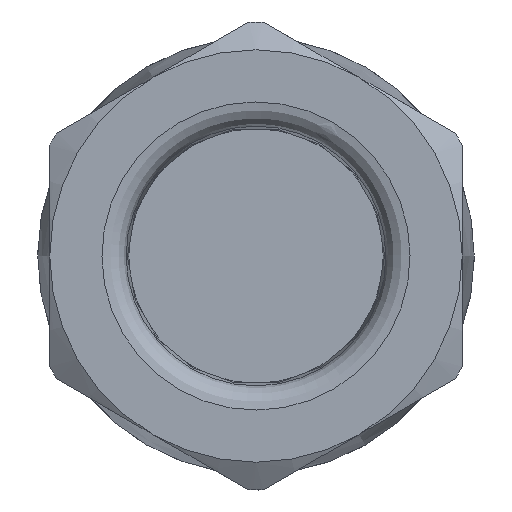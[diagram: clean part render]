
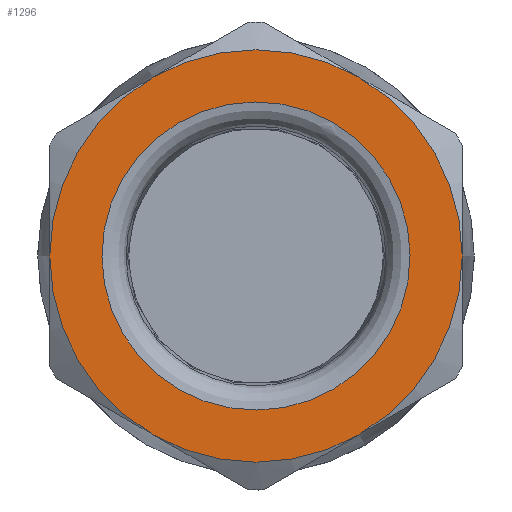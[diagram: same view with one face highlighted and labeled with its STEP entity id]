
A CAD part, left-side view. The second image highlights one B-rep face of the part: STEP entity #1296.
In plain terms, the highlighted planar face has unit normal (-1, 0, 0).
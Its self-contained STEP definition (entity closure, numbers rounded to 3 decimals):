
#897=B_SPLINE_CURVE_WITH_KNOTS('',3,(#5189,#5190,#5191,#5192),
 .UNSPECIFIED.,.F.,.F.,(4,4),(0.,1.),.UNSPECIFIED.);
#902=B_SPLINE_CURVE_WITH_KNOTS('',3,(#5254,#5255,#5256,#5257),
 .UNSPECIFIED.,.F.,.F.,(4,4),(0.,1.),.UNSPECIFIED.);
#907=B_SPLINE_CURVE_WITH_KNOTS('',3,(#5295,#5296,#5297,#5298),
 .UNSPECIFIED.,.F.,.F.,(4,4),(0.,1.),.UNSPECIFIED.);
#913=B_SPLINE_CURVE_WITH_KNOTS('',3,(#5365,#5366,#5367,#5368),
 .UNSPECIFIED.,.F.,.F.,(4,4),(0.,1.),.UNSPECIFIED.);
#915=B_SPLINE_CURVE_WITH_KNOTS('',3,(#5396,#5397,#5398,#5399),
 .UNSPECIFIED.,.F.,.F.,(4,4),(0.,1.),.UNSPECIFIED.);
#917=B_SPLINE_CURVE_WITH_KNOTS('',3,(#5425,#5426,#5427,#5428),
 .UNSPECIFIED.,.F.,.F.,(4,4),(0.,1.),.UNSPECIFIED.);
#1296=ADVANCED_FACE('',(#1438,#1439),#1369,.T.);
#1369=PLANE('',#2986);
#1438=FACE_BOUND('',#1585,.T.);
#1439=FACE_BOUND('',#1586,.T.);
#1585=EDGE_LOOP('',(#2136));
#1586=EDGE_LOOP('',(#2137,#2138,#2139,#2140,#2141,#2142,#2143,#2144,#2145,
#2146,#2147,#2148));
#2136=ORIENTED_EDGE('',*,*,#2644,.T.);
#2137=ORIENTED_EDGE('',*,*,#2695,.T.);
#2138=ORIENTED_EDGE('',*,*,#2693,.F.);
#2139=ORIENTED_EDGE('',*,*,#2647,.T.);
#2140=ORIENTED_EDGE('',*,*,#2661,.F.);
#2141=ORIENTED_EDGE('',*,*,#2662,.T.);
#2142=ORIENTED_EDGE('',*,*,#2671,.F.);
#2143=ORIENTED_EDGE('',*,*,#2696,.T.);
#2144=ORIENTED_EDGE('',*,*,#2697,.F.);
#2145=ORIENTED_EDGE('',*,*,#2698,.T.);
#2146=ORIENTED_EDGE('',*,*,#2677,.F.);
#2147=ORIENTED_EDGE('',*,*,#2679,.T.);
#2148=ORIENTED_EDGE('',*,*,#2688,.F.);
#2371=VERTEX_POINT('',#5072);
#2374=VERTEX_POINT('',#5114);
#2375=VERTEX_POINT('',#5115);
#2384=VERTEX_POINT('',#5188);
#2385=VERTEX_POINT('',#5195);
#2390=VERTEX_POINT('',#5253);
#2393=VERTEX_POINT('',#5294);
#2394=VERTEX_POINT('',#5299);
#2395=VERTEX_POINT('',#5306);
#2400=VERTEX_POINT('',#5364);
#2403=VERTEX_POINT('',#5400);
#2404=VERTEX_POINT('',#5424);
#2405=VERTEX_POINT('',#5429);
#2644=EDGE_CURVE('',#2371,#2371,#2778,.T.);
#2647=EDGE_CURVE('',#2374,#2375,#2781,.T.);
#2661=EDGE_CURVE('',#2384,#2375,#897,.T.);
#2662=EDGE_CURVE('',#2384,#2385,#2786,.T.);
#2671=EDGE_CURVE('',#2390,#2385,#902,.T.);
#2677=EDGE_CURVE('',#2393,#2394,#907,.T.);
#2679=EDGE_CURVE('',#2393,#2395,#2789,.T.);
#2688=EDGE_CURVE('',#2400,#2395,#913,.T.);
#2693=EDGE_CURVE('',#2374,#2403,#915,.T.);
#2695=EDGE_CURVE('',#2400,#2403,#2794,.T.);
#2696=EDGE_CURVE('',#2390,#2404,#2795,.T.);
#2697=EDGE_CURVE('',#2405,#2404,#917,.T.);
#2698=EDGE_CURVE('',#2405,#2394,#2796,.T.);
#2778=CIRCLE('',#2957,6.354);
#2781=CIRCLE('',#2961,8.502);
#2786=CIRCLE('',#2968,8.502);
#2789=CIRCLE('',#2974,8.502);
#2794=CIRCLE('',#2983,8.502);
#2795=CIRCLE('',#2984,8.502);
#2796=CIRCLE('',#2985,8.502);
#2957=AXIS2_PLACEMENT_3D('',#5071,#3428,#3429);
#2961=AXIS2_PLACEMENT_3D('',#5113,#3436,#3437);
#2968=AXIS2_PLACEMENT_3D('',#5194,#3453,#3454);
#2974=AXIS2_PLACEMENT_3D('',#5305,#3468,#3469);
#2983=AXIS2_PLACEMENT_3D('',#5406,#3489,#3490);
#2984=AXIS2_PLACEMENT_3D('',#5423,#3491,#3492);
#2985=AXIS2_PLACEMENT_3D('',#5430,#3493,#3494);
#2986=AXIS2_PLACEMENT_3D('',#5431,#3495,#3496);
#3428=DIRECTION('',(1.,0.,0.));
#3429=DIRECTION('',(0.,-0.496,0.868));
#3436=DIRECTION('',(-1.,0.,0.));
#3437=DIRECTION('',(0.,0.504,0.864));
#3453=DIRECTION('',(-1.,0.,0.));
#3454=DIRECTION('',(0.,1.,-0.005));
#3468=DIRECTION('',(-1.,0.,0.));
#3469=DIRECTION('',(0.,-1.,0.005));
#3489=DIRECTION('',(-1.,0.,0.));
#3490=DIRECTION('',(0.,-0.496,0.868));
#3491=DIRECTION('',(-1.,0.,0.));
#3492=DIRECTION('',(0.,0.496,-0.868));
#3493=DIRECTION('',(-1.,0.,0.));
#3494=DIRECTION('',(0.,-0.504,-0.864));
#3495=DIRECTION('',(-1.,0.,0.));
#3496=DIRECTION('',(0.,0.868,0.496));
#5071=CARTESIAN_POINT('',(-58.45,0.,0.));
#5072=CARTESIAN_POINT('',(-58.45,-3.15,5.518));
#5113=CARTESIAN_POINT('',(-58.45,0.,0.));
#5114=CARTESIAN_POINT('',(-58.45,4.287,7.342));
#5115=CARTESIAN_POINT('',(-58.45,8.502,0.041));
#5188=CARTESIAN_POINT('',(-58.45,8.502,-0.041));
#5189=CARTESIAN_POINT('',(-58.45,8.502,-0.041));
#5190=CARTESIAN_POINT('',(-58.45,8.502,-0.014));
#5191=CARTESIAN_POINT('',(-58.45,8.502,0.014));
#5192=CARTESIAN_POINT('',(-58.45,8.502,0.041));
#5194=CARTESIAN_POINT('',(-58.45,0.,0.));
#5195=CARTESIAN_POINT('',(-58.45,4.287,-7.342));
#5253=CARTESIAN_POINT('',(-58.45,4.215,-7.384));
#5254=CARTESIAN_POINT('',(-58.45,4.215,-7.384));
#5255=CARTESIAN_POINT('',(-58.45,4.239,-7.37));
#5256=CARTESIAN_POINT('',(-58.45,4.263,-7.356));
#5257=CARTESIAN_POINT('',(-58.45,4.287,-7.342));
#5294=CARTESIAN_POINT('',(-58.45,-8.502,0.041));
#5295=CARTESIAN_POINT('',(-58.45,-8.502,0.041));
#5296=CARTESIAN_POINT('',(-58.45,-8.502,0.014));
#5297=CARTESIAN_POINT('',(-58.45,-8.502,-0.014));
#5298=CARTESIAN_POINT('',(-58.45,-8.502,-0.041));
#5299=CARTESIAN_POINT('',(-58.45,-8.502,-0.041));
#5305=CARTESIAN_POINT('',(-58.45,0.,0.));
#5306=CARTESIAN_POINT('',(-58.45,-4.287,7.342));
#5364=CARTESIAN_POINT('',(-58.45,-4.215,7.384));
#5365=CARTESIAN_POINT('',(-58.45,-4.215,7.384));
#5366=CARTESIAN_POINT('',(-58.45,-4.239,7.37));
#5367=CARTESIAN_POINT('',(-58.45,-4.263,7.356));
#5368=CARTESIAN_POINT('',(-58.45,-4.287,7.342));
#5396=CARTESIAN_POINT('',(-58.45,4.287,7.342));
#5397=CARTESIAN_POINT('',(-58.45,4.263,7.356));
#5398=CARTESIAN_POINT('',(-58.45,4.239,7.37));
#5399=CARTESIAN_POINT('',(-58.45,4.215,7.384));
#5400=CARTESIAN_POINT('',(-58.45,4.215,7.384));
#5406=CARTESIAN_POINT('',(-58.45,0.,0.));
#5423=CARTESIAN_POINT('',(-58.45,0.,0.));
#5424=CARTESIAN_POINT('',(-58.45,-4.215,-7.384));
#5425=CARTESIAN_POINT('',(-58.45,-4.287,-7.342));
#5426=CARTESIAN_POINT('',(-58.45,-4.263,-7.356));
#5427=CARTESIAN_POINT('',(-58.45,-4.239,-7.37));
#5428=CARTESIAN_POINT('',(-58.45,-4.215,-7.384));
#5429=CARTESIAN_POINT('',(-58.45,-4.287,-7.342));
#5430=CARTESIAN_POINT('',(-58.45,0.,0.));
#5431=CARTESIAN_POINT('',(-58.45,-14.028,2.791));
